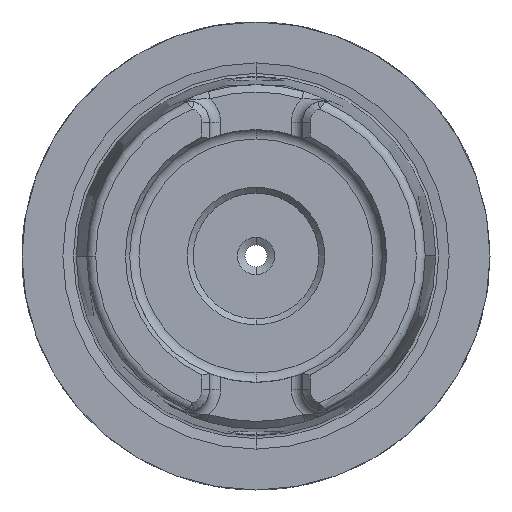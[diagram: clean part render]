
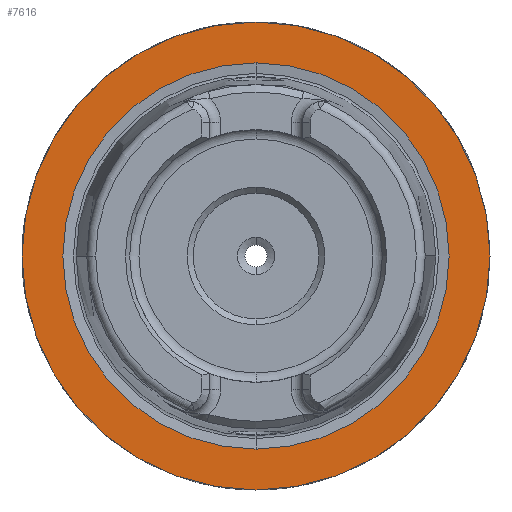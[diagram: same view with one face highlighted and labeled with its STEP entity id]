
A CAD part, left-side view. The second image highlights one B-rep face of the part: STEP entity #7616.
In plain terms, the highlighted planar face has unit normal (-1, 0, 0).
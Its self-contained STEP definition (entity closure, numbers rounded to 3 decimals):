
#9 = DIRECTION ( 'NONE',  ( -1., 0., 0. ) ) ;
#11 = EDGE_CURVE ( 'NONE', #8001, #7688, #4179, .T. ) ;
#83 = DIRECTION ( 'NONE',  ( 0., 0., 1. ) ) ;
#680 = CIRCLE ( 'NONE', #5917, 31.5 ) ;
#776 = CARTESIAN_POINT ( 'NONE',  ( 0., 0., 0. ) ) ;
#946 = VERTEX_POINT ( 'NONE', #5814 ) ;
#1112 = EDGE_CURVE ( 'NONE', #7688, #8001, #7949, .T. ) ;
#1724 = CARTESIAN_POINT ( 'NONE',  ( 0., 0., -25.995 ) ) ;
#1760 = CARTESIAN_POINT ( 'NONE',  ( 0., 0., 0. ) ) ;
#2384 = PLANE ( 'NONE',  #2614 ) ;
#2468 = DIRECTION ( 'NONE',  ( 0., 0., -1. ) ) ;
#2486 = AXIS2_PLACEMENT_3D ( 'NONE', #2539, #9, #4170 ) ;
#2539 = CARTESIAN_POINT ( 'NONE',  ( 0., 0., 0. ) ) ;
#2551 = ORIENTED_EDGE ( 'NONE', *, *, #6525, .T. ) ;
#2614 = AXIS2_PLACEMENT_3D ( 'NONE', #1760, #6628, #2468 ) ;
#2799 = CARTESIAN_POINT ( 'NONE',  ( 0., 0., 0. ) ) ;
#3093 = EDGE_CURVE ( 'NONE', #946, #8673, #680, .T. ) ;
#3464 = DIRECTION ( 'NONE',  ( -1., 0., 0. ) ) ;
#3503 = DIRECTION ( 'NONE',  ( 0., 0., 1. ) ) ;
#3774 = EDGE_LOOP ( 'NONE', ( #7104, #5781 ) ) ;
#4170 = DIRECTION ( 'NONE',  ( 0., 0., 1. ) ) ;
#4179 = CIRCLE ( 'NONE', #5295, 25.995 ) ;
#4275 = CIRCLE ( 'NONE', #7715, 31.5 ) ;
#5283 = EDGE_LOOP ( 'NONE', ( #2551, #7221 ) ) ;
#5295 = AXIS2_PLACEMENT_3D ( 'NONE', #776, #8427, #83 ) ;
#5707 = FACE_OUTER_BOUND ( 'NONE', #5283, .T. ) ;
#5781 = ORIENTED_EDGE ( 'NONE', *, *, #11, .F. ) ;
#5814 = CARTESIAN_POINT ( 'NONE',  ( 0., 0., -31.5 ) ) ;
#5917 = AXIS2_PLACEMENT_3D ( 'NONE', #2799, #7661, #3503 ) ;
#6147 = CARTESIAN_POINT ( 'NONE',  ( 0., 0., 25.995 ) ) ;
#6525 = EDGE_CURVE ( 'NONE', #8673, #946, #4275, .T. ) ;
#6628 = DIRECTION ( 'NONE',  ( 1., 0., 0. ) ) ;
#7104 = ORIENTED_EDGE ( 'NONE', *, *, #1112, .F. ) ;
#7221 = ORIENTED_EDGE ( 'NONE', *, *, #3093, .T. ) ;
#7330 = CARTESIAN_POINT ( 'NONE',  ( 0., 0., 31.5 ) ) ;
#7571 = FACE_BOUND ( 'NONE', #3774, .T. ) ;
#7616 = ADVANCED_FACE ( 'NONE', ( #5707, #7571 ), #2384, .F. ) ;
#7621 = CARTESIAN_POINT ( 'NONE',  ( 0., 0., 0. ) ) ;
#7661 = DIRECTION ( 'NONE',  ( -1., 0., 0. ) ) ;
#7688 = VERTEX_POINT ( 'NONE', #6147 ) ;
#7715 = AXIS2_PLACEMENT_3D ( 'NONE', #7621, #3464, #8318 ) ;
#7949 = CIRCLE ( 'NONE', #2486, 25.995 ) ;
#8001 = VERTEX_POINT ( 'NONE', #1724 ) ;
#8318 = DIRECTION ( 'NONE',  ( 0., 0., 1. ) ) ;
#8427 = DIRECTION ( 'NONE',  ( -1., 0., 0. ) ) ;
#8673 = VERTEX_POINT ( 'NONE', #7330 ) ;
